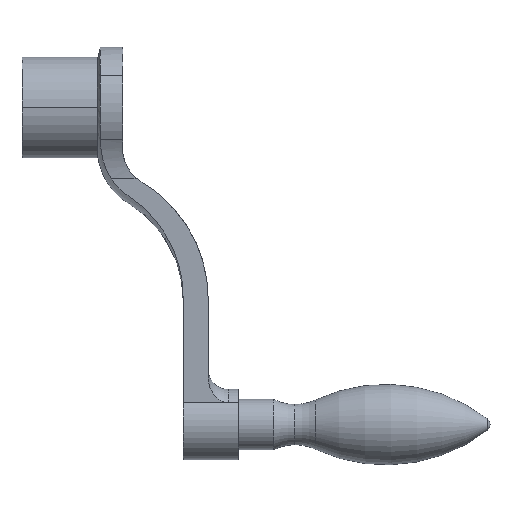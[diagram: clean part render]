
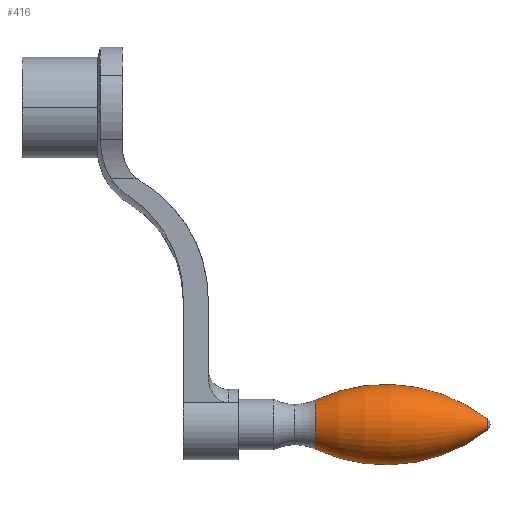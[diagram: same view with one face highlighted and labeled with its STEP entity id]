
A CAD part, left-side view. The second image highlights one B-rep face of the part: STEP entity #416.
In plain terms, the highlighted toroidal (fillet/blend) face has major radius 25.167 mm and minor radius 33.167 mm.
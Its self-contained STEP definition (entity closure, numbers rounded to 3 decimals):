
#246=VERTEX_POINT('',#680);
#358=EDGE_CURVE('',#504,#362,#810,.T.);
#362=VERTEX_POINT('',#814);
#416=ADVANCED_FACE('',(#872),#873,.T.);
#504=VERTEX_POINT('',#969);
#536=VERTEX_POINT('',#1003);
#544=EDGE_CURVE('',#536,#504,#1011,.T.);
#570=EDGE_CURVE('',#246,#536,#1038,.T.);
#574=EDGE_CURVE('',#246,#362,#1042,.T.);
#680=CARTESIAN_POINT('',(0.,-58.26,-67.891));
#810=CIRCLE('',#1348,33.167);
#814=CARTESIAN_POINT('',(0.,-58.26,-58.109));
#872=FACE_OUTER_BOUND('',#1479,.T.);
#873=TOROIDAL_SURFACE('',#1480,-25.167,33.167);
#969=CARTESIAN_POINT('',(0.,-92.411,-61.808));
#1003=CARTESIAN_POINT('',(0.,-92.411,-64.192));
#1011=CIRCLE('',#1687,1.192);
#1038=CIRCLE('',#1726,33.167);
#1042=CIRCLE('',#1732,4.891);
#1348=AXIS2_PLACEMENT_3D('',#2080,#2081,#2082);
#1479=EDGE_LOOP('',(#2151,#2152,#2153,#2154));
#1480=AXIS2_PLACEMENT_3D('',#2155,#2156,#2157);
#1687=AXIS2_PLACEMENT_3D('',#2291,#2292,#2293);
#1726=AXIS2_PLACEMENT_3D('',#2320,#2321,#2322);
#1732=AXIS2_PLACEMENT_3D('',#2326,#2327,#2328);
#2080=CARTESIAN_POINT('',(0.,-72.281,-88.167));
#2081=DIRECTION('',(-1.0,-0.0,0.));
#2082=DIRECTION('',(0.,0.0,1.0));
#2151=ORIENTED_EDGE('',*,*,#358,.T.);
#2152=ORIENTED_EDGE('',*,*,#574,.F.);
#2153=ORIENTED_EDGE('',*,*,#570,.T.);
#2154=ORIENTED_EDGE('',*,*,#544,.T.);
#2155=CARTESIAN_POINT('',(0.0,-72.281,-63.));
#2156=DIRECTION('',(-0.0,1.0,0.0));
#2157=DIRECTION('',(0.,0.0,1.0));
#2291=CARTESIAN_POINT('',(0.0,-92.411,-63.));
#2292=DIRECTION('',(0.0,1.0,0.0));
#2293=DIRECTION('',(0.,0.0,-1.0));
#2320=CARTESIAN_POINT('',(0.,-72.281,-37.833));
#2321=DIRECTION('',(-1.0,-0.0,0.));
#2322=DIRECTION('',(0.,0.0,-1.0));
#2326=CARTESIAN_POINT('',(0.0,-58.26,-63.));
#2327=DIRECTION('',(0.0,1.0,0.0));
#2328=DIRECTION('',(0.,0.0,-1.0));
